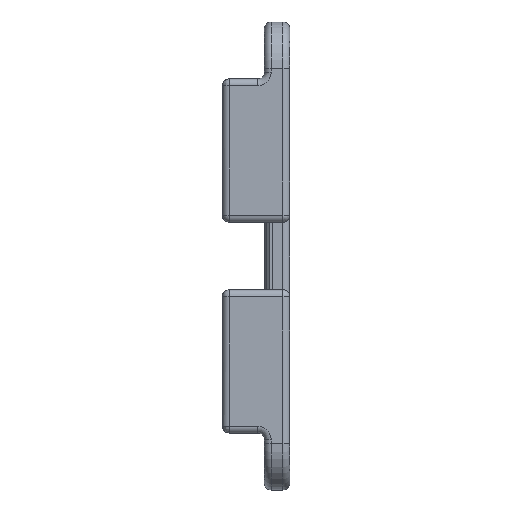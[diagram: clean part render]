
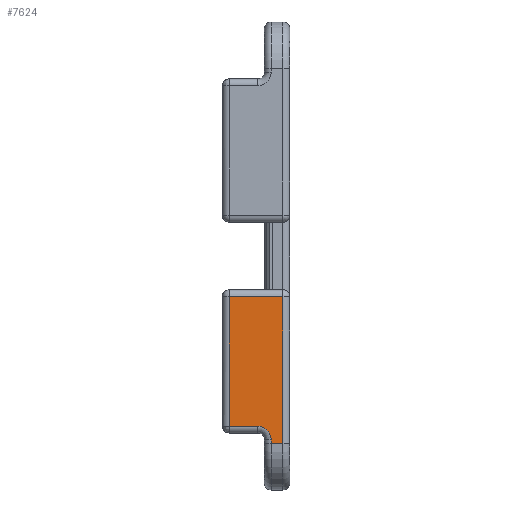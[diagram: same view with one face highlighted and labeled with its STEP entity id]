
A CAD part, left-side view. The second image highlights one B-rep face of the part: STEP entity #7624.
In plain terms, the highlighted planar face has unit normal (-1, 0, 0).
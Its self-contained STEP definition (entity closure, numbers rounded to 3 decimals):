
#111 = LINE ( 'NONE', #2248, #6366 ) ;
#452 = VERTEX_POINT ( 'NONE', #796 ) ;
#492 = DIRECTION ( 'NONE',  ( 0., 0., -1. ) ) ;
#609 = EDGE_CURVE ( 'NONE', #5183, #4889, #1656, .T. ) ;
#796 = CARTESIAN_POINT ( 'NONE',  ( -32., -1.21, -4.84 ) ) ;
#892 = CARTESIAN_POINT ( 'NONE',  ( -32., 5.15, -20.2 ) ) ;
#1045 = CIRCLE ( 'NONE', #3137, 1.6 ) ;
#1306 = CARTESIAN_POINT ( 'NONE',  ( -32., -1.21, -22.25 ) ) ;
#1397 = DIRECTION ( 'NONE',  ( -1., 0., 0. ) ) ;
#1656 = LINE ( 'NONE', #4220, #7354 ) ;
#1820 = VECTOR ( 'NONE', #3040, 1000. ) ;
#1833 = EDGE_CURVE ( 'NONE', #4889, #6804, #6649, .T. ) ;
#1890 = CARTESIAN_POINT ( 'NONE',  ( -32., 1.79, -21.8 ) ) ;
#2125 = VECTOR ( 'NONE', #2529, 1000. ) ;
#2204 = EDGE_CURVE ( 'NONE', #5183, #2239, #1045, .T. ) ;
#2210 = VERTEX_POINT ( 'NONE', #5118 ) ;
#2239 = VERTEX_POINT ( 'NONE', #3134 ) ;
#2248 = CARTESIAN_POINT ( 'NONE',  ( -32., 0., -20.2 ) ) ;
#2288 = DIRECTION ( 'NONE',  ( 0., -1., 0. ) ) ;
#2328 = FACE_OUTER_BOUND ( 'NONE', #5459, .T. ) ;
#2423 = ORIENTED_EDGE ( 'NONE', *, *, #1833, .T. ) ;
#2529 = DIRECTION ( 'NONE',  ( 0., 1., 0. ) ) ;
#2949 = LINE ( 'NONE', #2989, #3845 ) ;
#2952 = EDGE_CURVE ( 'NONE', #2996, #2239, #111, .T. ) ;
#2957 = ORIENTED_EDGE ( 'NONE', *, *, #2952, .T. ) ;
#2989 = CARTESIAN_POINT ( 'NONE',  ( -32., 5.15, 0. ) ) ;
#2996 = VERTEX_POINT ( 'NONE', #892 ) ;
#3040 = DIRECTION ( 'NONE',  ( 0., 0., 1. ) ) ;
#3058 = ORIENTED_EDGE ( 'NONE', *, *, #4478, .T. ) ;
#3134 = CARTESIAN_POINT ( 'NONE',  ( -32., 1.79, -20.2 ) ) ;
#3137 = AXIS2_PLACEMENT_3D ( 'NONE', #1890, #1397, #3223 ) ;
#3223 = DIRECTION ( 'NONE',  ( 0., 0., 1. ) ) ;
#3540 = ORIENTED_EDGE ( 'NONE', *, *, #7637, .T. ) ;
#3845 = VECTOR ( 'NONE', #8055, 1000. ) ;
#4220 = CARTESIAN_POINT ( 'NONE',  ( -32., 0.19, -22.25 ) ) ;
#4303 = DIRECTION ( 'NONE',  ( -1., 0., 0. ) ) ;
#4338 = ORIENTED_EDGE ( 'NONE', *, *, #2204, .F. ) ;
#4478 = EDGE_CURVE ( 'NONE', #6804, #452, #4790, .T. ) ;
#4790 = LINE ( 'NONE', #6830, #1820 ) ;
#4842 = PLANE ( 'NONE',  #5814 ) ;
#4889 = VERTEX_POINT ( 'NONE', #4974 ) ;
#4974 = CARTESIAN_POINT ( 'NONE',  ( -32., 0.19, -22.25 ) ) ;
#5047 = LINE ( 'NONE', #6246, #2125 ) ;
#5118 = CARTESIAN_POINT ( 'NONE',  ( -32., 5.15, -4.84 ) ) ;
#5183 = VERTEX_POINT ( 'NONE', #6310 ) ;
#5393 = CARTESIAN_POINT ( 'NONE',  ( -32., -2.01, -22.25 ) ) ;
#5430 = DIRECTION ( 'NONE',  ( 0., -1., 0. ) ) ;
#5459 = EDGE_LOOP ( 'NONE', ( #2423, #3058, #3540, #6627, #2957, #4338, #6292 ) ) ;
#5814 = AXIS2_PLACEMENT_3D ( 'NONE', #7467, #4303, #6844 ) ;
#6246 = CARTESIAN_POINT ( 'NONE',  ( -32., 5.99, -4.84 ) ) ;
#6267 = EDGE_CURVE ( 'NONE', #2210, #2996, #2949, .T. ) ;
#6292 = ORIENTED_EDGE ( 'NONE', *, *, #609, .T. ) ;
#6310 = CARTESIAN_POINT ( 'NONE',  ( -32., 0.19, -21.8 ) ) ;
#6366 = VECTOR ( 'NONE', #2288, 1000. ) ;
#6627 = ORIENTED_EDGE ( 'NONE', *, *, #6267, .T. ) ;
#6649 = LINE ( 'NONE', #5393, #7010 ) ;
#6804 = VERTEX_POINT ( 'NONE', #1306 ) ;
#6830 = CARTESIAN_POINT ( 'NONE',  ( -32., -1.21, -4.84 ) ) ;
#6844 = DIRECTION ( 'NONE',  ( 0., 0., 1. ) ) ;
#7010 = VECTOR ( 'NONE', #5430, 1000. ) ;
#7354 = VECTOR ( 'NONE', #492, 1000. ) ;
#7467 = CARTESIAN_POINT ( 'NONE',  ( -32., 0., 0. ) ) ;
#7624 = ADVANCED_FACE ( 'NONE', ( #2328 ), #4842, .T. ) ;
#7637 = EDGE_CURVE ( 'NONE', #452, #2210, #5047, .T. ) ;
#8055 = DIRECTION ( 'NONE',  ( 0., 0., -1. ) ) ;
